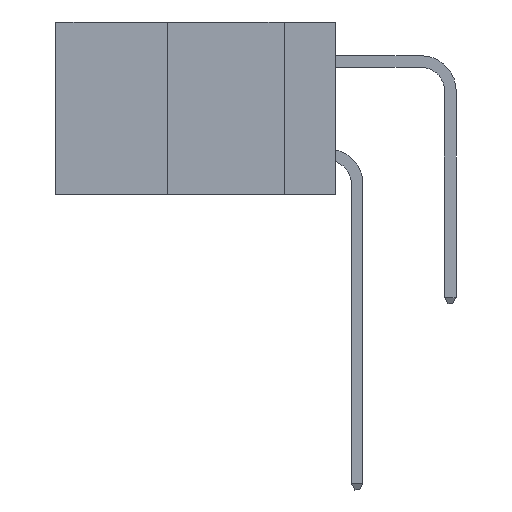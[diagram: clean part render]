
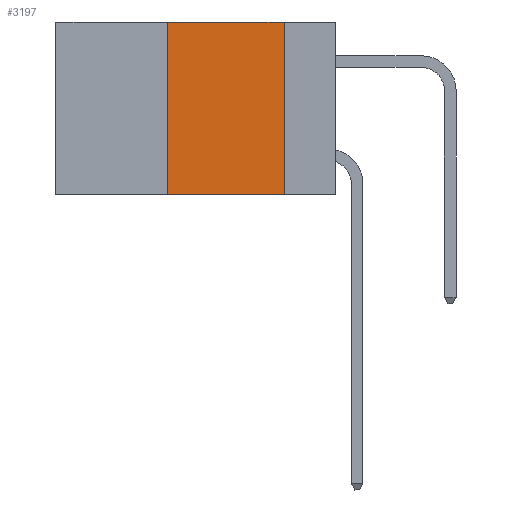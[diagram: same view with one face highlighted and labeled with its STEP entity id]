
A CAD part, left-side view. The second image highlights one B-rep face of the part: STEP entity #3197.
In plain terms, the highlighted planar face has unit normal (-1, 0, 0).
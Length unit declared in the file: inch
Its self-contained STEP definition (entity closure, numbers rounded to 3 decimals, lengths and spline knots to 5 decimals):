
#1113 = LINE ( 'NONE', #17490, #12851 ) ;
#2582 = VECTOR ( 'NONE', #16343, 39.37008 ) ;
#2853 = DIRECTION ( 'NONE',  ( 0., 0., -1. ) ) ;
#3197 = ADVANCED_FACE ( 'NONE', ( #3248 ), #10396, .F. ) ;
#3248 = FACE_OUTER_BOUND ( 'NONE', #14829, .T. ) ;
#4603 = AXIS2_PLACEMENT_3D ( 'NONE', #8747, #11991, #2853 ) ;
#5614 = CARTESIAN_POINT ( 'NONE',  ( 0., 0.6, 0. ) ) ;
#6099 = LINE ( 'NONE', #5614, #2582 ) ;
#6640 = CARTESIAN_POINT ( 'NONE',  ( 0., 0.11, -0.37 ) ) ;
#6851 = CARTESIAN_POINT ( 'NONE',  ( 0., 0.11, 0. ) ) ;
#8302 = VERTEX_POINT ( 'NONE', #17924 ) ;
#8361 = VECTOR ( 'NONE', #11670, 39.37008 ) ;
#8747 = CARTESIAN_POINT ( 'NONE',  ( 0., 0.6, 0. ) ) ;
#9081 = ORIENTED_EDGE ( 'NONE', *, *, #13332, .F. ) ;
#10323 = LINE ( 'NONE', #12482, #18064 ) ;
#10396 = PLANE ( 'NONE',  #4603 ) ;
#11291 = ORIENTED_EDGE ( 'NONE', *, *, #17173, .T. ) ;
#11670 = DIRECTION ( 'NONE',  ( 0., 0., 1. ) ) ;
#11767 = ORIENTED_EDGE ( 'NONE', *, *, #12799, .F. ) ;
#11991 = DIRECTION ( 'NONE',  ( 1., 0., 0. ) ) ;
#12482 = CARTESIAN_POINT ( 'NONE',  ( 0., 0.6, -0.37 ) ) ;
#12550 = LINE ( 'NONE', #16245, #8361 ) ;
#12799 = EDGE_CURVE ( 'NONE', #8302, #16739, #6099, .T. ) ;
#12851 = VECTOR ( 'NONE', #19001, 39.37008 ) ;
#13251 = VERTEX_POINT ( 'NONE', #15805 ) ;
#13332 = EDGE_CURVE ( 'NONE', #16739, #15454, #1113, .T. ) ;
#14829 = EDGE_LOOP ( 'NONE', ( #9081, #11767, #19413, #11291 ) ) ;
#15454 = VERTEX_POINT ( 'NONE', #6640 ) ;
#15805 = CARTESIAN_POINT ( 'NONE',  ( 0., 0.36, -0.37 ) ) ;
#16245 = CARTESIAN_POINT ( 'NONE',  ( 0., 0.36, 0. ) ) ;
#16343 = DIRECTION ( 'NONE',  ( 0., -1., 0. ) ) ;
#16739 = VERTEX_POINT ( 'NONE', #6851 ) ;
#16793 = EDGE_CURVE ( 'NONE', #13251, #8302, #12550, .T. ) ;
#17173 = EDGE_CURVE ( 'NONE', #13251, #15454, #10323, .T. ) ;
#17490 = CARTESIAN_POINT ( 'NONE',  ( 0., 0.11, 0. ) ) ;
#17924 = CARTESIAN_POINT ( 'NONE',  ( 0., 0.36, 0. ) ) ;
#18064 = VECTOR ( 'NONE', #18567, 39.37008 ) ;
#18567 = DIRECTION ( 'NONE',  ( 0., -1., 0. ) ) ;
#19001 = DIRECTION ( 'NONE',  ( 0., 0., -1. ) ) ;
#19413 = ORIENTED_EDGE ( 'NONE', *, *, #16793, .F. ) ;
